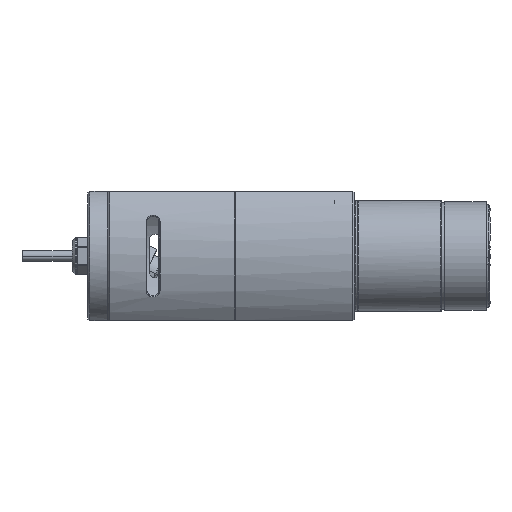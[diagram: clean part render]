
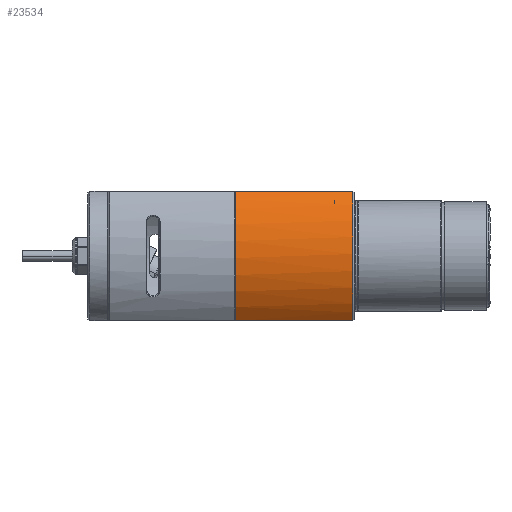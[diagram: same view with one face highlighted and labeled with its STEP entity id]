
A CAD part, front view. The second image highlights one B-rep face of the part: STEP entity #23534.
In plain terms, the highlighted cylindrical face has radius 28 mm (diameter 56 mm), a partial arc.
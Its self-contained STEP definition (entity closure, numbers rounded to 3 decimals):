
#409 = CARTESIAN_POINT ( 'NONE',  ( 73.5, -22.495, -16.752 ) ) ;
#1452 = CYLINDRICAL_SURFACE ( 'NONE', #21617, 28. ) ;
#1901 = CARTESIAN_POINT ( 'NONE',  ( 51.833, -21.448, 18. ) ) ;
#3304 = CARTESIAN_POINT ( 'NONE',  ( 41., -28., -1.629 ) ) ;
#6582 = CARTESIAN_POINT ( 'NONE',  ( 41., -27.857, -3.258 ) ) ;
#7184 = CARTESIAN_POINT ( 'NONE',  ( 73.5, -27.857, -3.258 ) ) ;
#7938 = CARTESIAN_POINT ( 'NONE',  ( 73.5, -21.448, -18. ) ) ;
#9277 = VERTEX_POINT ( 'NONE', #29028 ) ;
#9841 = CARTESIAN_POINT ( 'NONE',  ( 41., -26.868, 8.047 ) ) ;
#10059 = CARTESIAN_POINT ( 'NONE',  ( 41., -26.868, -8.047 ) ) ;
#11709 = DIRECTION ( 'NONE',  ( 1., 0., 0. ) ) ;
#12490 = CARTESIAN_POINT ( 'NONE',  ( 41., -27.292, -6.467 ) ) ;
#12686 = CARTESIAN_POINT ( 'NONE',  ( 73.5, -21.448, 18. ) ) ;
#13162 = EDGE_CURVE ( 'NONE', #15814, #20353, #14701, .T. ) ;
#13291 = CARTESIAN_POINT ( 'NONE',  ( 73.5, -25.754, 11.109 ) ) ;
#13506 = CARTESIAN_POINT ( 'NONE',  ( 73.5, -21.448, 18. ) ) ;
#13723 = CARTESIAN_POINT ( 'NONE',  ( 73.5, -21.448, -18. ) ) ;
#14701 = B_SPLINE_CURVE_WITH_KNOTS ( 'NONE', 3,
 ( #27836, #37868, #1901, #34168 ),
 .UNSPECIFIED., .F., .F.,
 ( 4, 4 ),
 ( 0., 1. ),
 .UNSPECIFIED. ) ;
#15141 = CARTESIAN_POINT ( 'NONE',  ( 41., -21.448, -18. ) ) ;
#15518 = EDGE_CURVE ( 'NONE', #9277, #22320, #41238, .T. ) ;
#15814 = VERTEX_POINT ( 'NONE', #12686 ) ;
#16403 = CARTESIAN_POINT ( 'NONE',  ( 41., -27.857, 3.258 ) ) ;
#16606 = CARTESIAN_POINT ( 'NONE',  ( 41., -21.448, -18. ) ) ;
#18053 = ORIENTED_EDGE ( 'NONE', *, *, #15518, .F. ) ;
#18415 = CARTESIAN_POINT ( 'NONE',  ( 62.667, -21.448, -18. ) ) ;
#19817 = CARTESIAN_POINT ( 'NONE',  ( 73.5, -27.292, 6.467 ) ) ;
#20029 = CARTESIAN_POINT ( 'NONE',  ( 73.5, -23.433, 15.413 ) ) ;
#20244 = CARTESIAN_POINT ( 'NONE',  ( 73.5, -25.062, -12.591 ) ) ;
#20353 = VERTEX_POINT ( 'NONE', #40725 ) ;
#21617 = AXIS2_PLACEMENT_3D ( 'NONE', #38729, #11709, #41340 ) ;
#21717 = FACE_OUTER_BOUND ( 'NONE', #39853, .T. ) ;
#22320 = VERTEX_POINT ( 'NONE', #33782 ) ;
#22719 = ORIENTED_EDGE ( 'NONE', *, *, #32833, .F. ) ;
#23136 = CARTESIAN_POINT ( 'NONE',  ( 41., -25.754, 11.109 ) ) ;
#23301 = CARTESIAN_POINT ( 'NONE',  ( 73.5, -28., -1.629 ) ) ;
#23346 = CARTESIAN_POINT ( 'NONE',  ( 41., -22.495, 16.752 ) ) ;
#23534 = ADVANCED_FACE ( 'NONE', ( #21717 ), #1452, .T. ) ;
#26411 = CARTESIAN_POINT ( 'NONE',  ( 41., -25.754, -11.109 ) ) ;
#26628 = CARTESIAN_POINT ( 'NONE',  ( 41., -22.495, -16.752 ) ) ;
#26798 = CARTESIAN_POINT ( 'NONE',  ( 73.5, -25.062, 12.591 ) ) ;
#27105 = B_SPLINE_CURVE_WITH_KNOTS ( 'NONE', 3,
 ( #13506, #43133, #20029, #26798, #13291, #27443, #19817, #33333, #36842, #23301, #7184, #33984, #30717, #36623, #20244, #30285, #409, #13723 ),
 .UNSPECIFIED., .F., .F.,
 ( 4, 2, 2, 2, 2, 2, 2, 2, 4 ),
 ( 0., 0.125, 0.25, 0.375, 0.5, 0.625, 0.75, 0.875, 1. ),
 .UNSPECIFIED. ) ;
#27227 = EDGE_CURVE ( 'NONE', #22320, #20353, #42672, .T. ) ;
#27443 = CARTESIAN_POINT ( 'NONE',  ( 73.5, -26.868, 8.047 ) ) ;
#27836 = CARTESIAN_POINT ( 'NONE',  ( 73.5, -21.448, 18. ) ) ;
#29028 = CARTESIAN_POINT ( 'NONE',  ( 73.5, -21.448, -18. ) ) ;
#29051 = CARTESIAN_POINT ( 'NONE',  ( 41., -23.433, -15.413 ) ) ;
#29683 = CARTESIAN_POINT ( 'NONE',  ( 41., -21.448, 18. ) ) ;
#30285 = CARTESIAN_POINT ( 'NONE',  ( 73.5, -23.433, -15.413 ) ) ;
#30717 = CARTESIAN_POINT ( 'NONE',  ( 73.5, -26.868, -8.047 ) ) ;
#31689 = CARTESIAN_POINT ( 'NONE',  ( 51.833, -21.448, -18. ) ) ;
#31758 = ORIENTED_EDGE ( 'NONE', *, *, #27227, .F. ) ;
#32833 = EDGE_CURVE ( 'NONE', #15814, #9277, #27105, .T. ) ;
#33333 = CARTESIAN_POINT ( 'NONE',  ( 73.5, -27.857, 3.258 ) ) ;
#33782 = CARTESIAN_POINT ( 'NONE',  ( 41., -21.448, -18. ) ) ;
#33984 = CARTESIAN_POINT ( 'NONE',  ( 73.5, -27.292, -6.467 ) ) ;
#34168 = CARTESIAN_POINT ( 'NONE',  ( 41., -21.448, 18. ) ) ;
#34473 = ORIENTED_EDGE ( 'NONE', *, *, #13162, .T. ) ;
#36449 = CARTESIAN_POINT ( 'NONE',  ( 41., -25.062, 12.591 ) ) ;
#36623 = CARTESIAN_POINT ( 'NONE',  ( 73.5, -25.754, -11.109 ) ) ;
#36672 = CARTESIAN_POINT ( 'NONE',  ( 41., -25.062, -12.591 ) ) ;
#36842 = CARTESIAN_POINT ( 'NONE',  ( 73.5, -28., 1.629 ) ) ;
#37868 = CARTESIAN_POINT ( 'NONE',  ( 62.667, -21.448, 18. ) ) ;
#38729 = CARTESIAN_POINT ( 'NONE',  ( 22.5, 0., 0. ) ) ;
#39286 = CARTESIAN_POINT ( 'NONE',  ( 41., -23.433, 15.413 ) ) ;
#39694 = CARTESIAN_POINT ( 'NONE',  ( 41., -28., 1.629 ) ) ;
#39853 = EDGE_LOOP ( 'NONE', ( #34473, #31758, #18053, #22719 ) ) ;
#40725 = CARTESIAN_POINT ( 'NONE',  ( 41., -21.448, 18. ) ) ;
#41238 = B_SPLINE_CURVE_WITH_KNOTS ( 'NONE', 3,
 ( #7938, #18415, #31689, #15141 ),
 .UNSPECIFIED., .F., .F.,
 ( 4, 4 ),
 ( 0., 1. ),
 .UNSPECIFIED. ) ;
#41340 = DIRECTION ( 'NONE',  ( 0., 0., 1. ) ) ;
#42672 = B_SPLINE_CURVE_WITH_KNOTS ( 'NONE', 3,
 ( #16606, #26628, #29051, #36672, #26411, #10059, #12490, #6582, #3304, #39694, #16403, #42758, #9841, #23136, #36449, #39286, #23346, #29683 ),
 .UNSPECIFIED., .F., .F.,
 ( 4, 2, 2, 2, 2, 2, 2, 2, 4 ),
 ( 0., 0.125, 0.25, 0.375, 0.5, 0.625, 0.75, 0.875, 1. ),
 .UNSPECIFIED. ) ;
#42758 = CARTESIAN_POINT ( 'NONE',  ( 41., -27.292, 6.467 ) ) ;
#43133 = CARTESIAN_POINT ( 'NONE',  ( 73.5, -22.495, 16.752 ) ) ;
